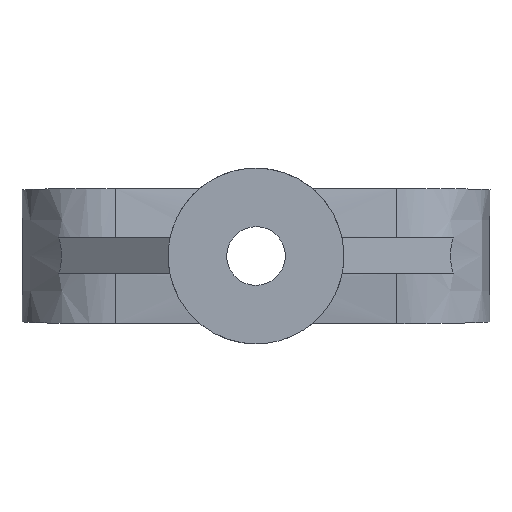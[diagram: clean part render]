
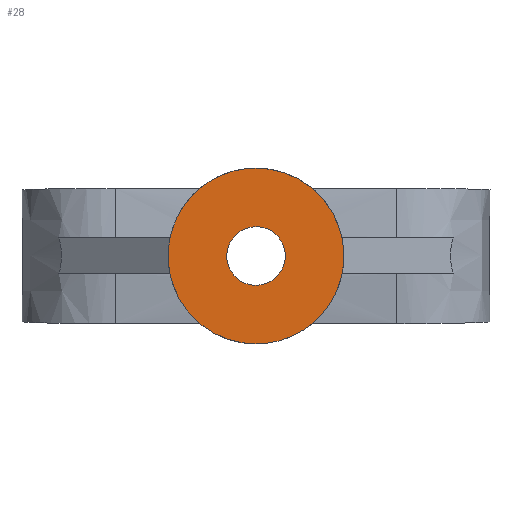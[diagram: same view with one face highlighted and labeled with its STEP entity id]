
A CAD part, front view. The second image highlights one B-rep face of the part: STEP entity #28.
In plain terms, the highlighted planar face has unit normal (0, -1, 0).
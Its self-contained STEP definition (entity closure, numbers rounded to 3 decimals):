
#14=FACE_BOUND('',#125,.T.);
#28=ADVANCED_FACE('',(#76,#14),#812,.T.);
#76=FACE_OUTER_BOUND('',#124,.T.);
#124=EDGE_LOOP('',(#239,#240));
#125=EDGE_LOOP('',(#241,#242));
#239=ORIENTED_EDGE('',*,*,#475,.F.);
#240=ORIENTED_EDGE('',*,*,#479,.F.);
#241=ORIENTED_EDGE('',*,*,#559,.F.);
#242=ORIENTED_EDGE('',*,*,#561,.F.);
#475=EDGE_CURVE('',#755,#756,#583,.T.);
#479=EDGE_CURVE('',#756,#755,#587,.T.);
#559=EDGE_CURVE('',#805,#758,#605,.T.);
#561=EDGE_CURVE('',#758,#805,#607,.T.);
#583=(
BOUNDED_CURVE()
B_SPLINE_CURVE(2,(#1954,#1955,#1956,#1957,#1958),.UNSPECIFIED.,.F.,.F.)
B_SPLINE_CURVE_WITH_KNOTS((3,2,3),(-23.562,-11.781,
0.),.UNSPECIFIED.)
CURVE()
GEOMETRIC_REPRESENTATION_ITEM()
RATIONAL_B_SPLINE_CURVE((1.,0.707,1.,0.707,1.))
REPRESENTATION_ITEM('')
);
#587=(
BOUNDED_CURVE()
B_SPLINE_CURVE(2,(#1966,#1967,#1968,#1969,#1970),.UNSPECIFIED.,.F.,.F.)
B_SPLINE_CURVE_WITH_KNOTS((3,2,3),(-23.562,-11.781,
0.),.UNSPECIFIED.)
CURVE()
GEOMETRIC_REPRESENTATION_ITEM()
RATIONAL_B_SPLINE_CURVE((1.,0.707,1.,0.707,1.))
REPRESENTATION_ITEM('')
);
#605=(
BOUNDED_CURVE()
B_SPLINE_CURVE(2,(#2392,#2393,#2394,#2395,#2396),.UNSPECIFIED.,.F.,.F.)
B_SPLINE_CURVE_WITH_KNOTS((3,2,3),(0.,3.927,7.854),
 .UNSPECIFIED.)
CURVE()
GEOMETRIC_REPRESENTATION_ITEM()
RATIONAL_B_SPLINE_CURVE((1.,0.707,1.,0.707,1.))
REPRESENTATION_ITEM('')
);
#607=(
BOUNDED_CURVE()
B_SPLINE_CURVE(2,(#2402,#2403,#2404,#2405,#2406),.UNSPECIFIED.,.F.,.F.)
B_SPLINE_CURVE_WITH_KNOTS((3,2,3),(0.,3.927,7.854),
 .UNSPECIFIED.)
CURVE()
GEOMETRIC_REPRESENTATION_ITEM()
RATIONAL_B_SPLINE_CURVE((1.,0.707,1.,0.707,1.))
REPRESENTATION_ITEM('')
);
#755=VERTEX_POINT('',#1636);
#756=VERTEX_POINT('',#1637);
#758=VERTEX_POINT('',#1639);
#805=VERTEX_POINT('',#1686);
#812=PLANE('',#947);
#947=AXIS2_PLACEMENT_3D('',#1331,#968,$);
#968=DIRECTION('',(0.,-1.,0.));
#1331=CARTESIAN_POINT('',(-7.65,0.069,13.606));
#1636=CARTESIAN_POINT('',(0.,0.069,-1.544));
#1637=CARTESIAN_POINT('',(0.,0.069,13.456));
#1639=CARTESIAN_POINT('',(0.,0.069,3.456));
#1686=CARTESIAN_POINT('',(0.,0.069,8.456));
#1954=CARTESIAN_POINT('',(0.,0.069,-1.544));
#1955=CARTESIAN_POINT('',(-7.5,0.069,-1.544));
#1956=CARTESIAN_POINT('',(-7.5,0.069,5.956));
#1957=CARTESIAN_POINT('',(-7.5,0.069,13.456));
#1958=CARTESIAN_POINT('',(0.,0.069,13.456));
#1966=CARTESIAN_POINT('',(0.,0.069,13.456));
#1967=CARTESIAN_POINT('',(7.5,0.069,13.456));
#1968=CARTESIAN_POINT('',(7.5,0.069,5.956));
#1969=CARTESIAN_POINT('',(7.5,0.069,-1.544));
#1970=CARTESIAN_POINT('',(0.,0.069,-1.544));
#2392=CARTESIAN_POINT('',(0.,0.069,8.456));
#2393=CARTESIAN_POINT('',(-2.5,0.069,8.456));
#2394=CARTESIAN_POINT('',(-2.5,0.069,5.956));
#2395=CARTESIAN_POINT('',(-2.5,0.069,3.456));
#2396=CARTESIAN_POINT('',(0.,0.069,3.456));
#2402=CARTESIAN_POINT('',(0.,0.069,3.456));
#2403=CARTESIAN_POINT('',(2.5,0.069,3.456));
#2404=CARTESIAN_POINT('',(2.5,0.069,5.956));
#2405=CARTESIAN_POINT('',(2.5,0.069,8.456));
#2406=CARTESIAN_POINT('',(0.,0.069,8.456));
